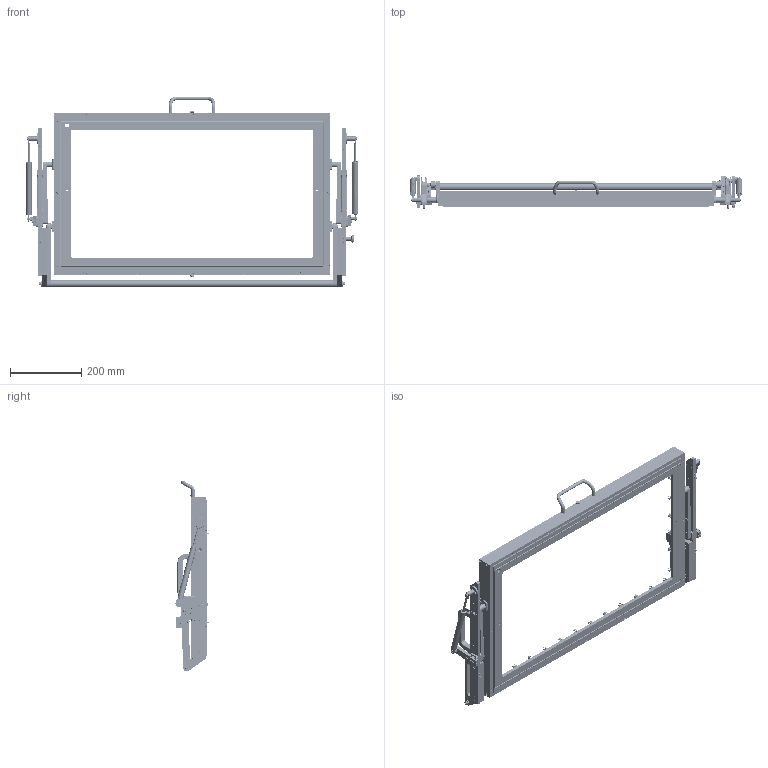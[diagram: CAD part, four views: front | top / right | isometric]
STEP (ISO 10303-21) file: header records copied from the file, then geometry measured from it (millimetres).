
FILE_DESCRIPTION (( 'STEP AP214' ), '1' );
FILE_NAME ('INGUN_35361.STEP', '2024-03-05T09:36:23', ( '' ), ( '' ), 'SwSTEP 2.0', 'SolidWorks 2021', '' );
FILE_SCHEMA (( 'AUTOMOTIVE_DESIGN' ));
Length unit declared in the file: millimetre
Products named in the file (61): 115343~0_S; INGUN_35361; 4822~0; 17976~4; DIN7991~n_M05,0x016; 18022~1; DIN6325~n_04,0m6x020; 17377~1; 8577~1; DIN7991~n_M04,0x020; 10770_1~0; 2512_1~0; 1581~1; DIN914~n_M05,0x10; 17374~0; 43014~1; 22125~0; 22108~7_KUNDE<Standard>; 17978~0; 17975~4; DIN6325~n_04,0m6x016; 3291~0; 18406~1; 17382~1; 10770_2~0; 22126~1; 8804~0; 17385~1; DIN912~n_M04,0x020; 2512~0; Gewindebuchse~n_M04-09,5 offen; 115342~0_S; 18025~0; 10770~1; 18020~2; 17373~1; DIN912~n_M04,0x008; 22128~1_KUNDE<Standard>; DIN_6799_-_A2~n_d 5; 20491~2 ...
Assembly tree (202 placements, depth 4):
  INGUN_35361
    22108~7_KUNDE<Standard>
      17975~4
      17976~4
      16110~0  x2
      17978~0
      17977~0
      2512~0
        2512_2~0
        2512_1~0
      115343~0_S
      17379~1  x2
      17385~1  x2
      43014~1  x2
      18407~2  x2
      17373~1  x2
      20491~2  x2
      17374~0  x2
      18680~0  x2
      17382~1  x2
      115342~0_S  x2
      17372~0  x2
      22125~0
      3291~0  x2
      18025~0  x2
      115367~1_S
        18020~2
        22127~0
        22126~1
        18022~1
        Gewindebuchse~n_M04-09,5 offen  x2
        DIN912~n_M04,0x016  x8
      17377~1  x2
      22128~1_KUNDE<Standard>
      4822~0  x2
      1581~1  x36
      DIN914~n_M05,0x10  x2
      5107~1_ZSK-22108 2,3 m<Standard>
      18406~1  x2
      10770~1
        10770_1~0
        10770_2~0
      17536~0  x4
      10770~1
        10770_1~0
        10770_2~0
      DIN_6799_-_A2~n_d 5  x4
      DIN_6799_-_A2~n_d 7  x4
      DIN7991~n_M04,0x018  x6
      8804~0  x2
      DIN7991~n_M04,0x020  x16
      DIN912~n_M05,0x040  x2
      DIN912~n_M04,0x008  x8
      DIN7991~n_M04,0x012  x14
      DIN912~n_M05,0x012  x8
      DIN912~n_M04,0x020  x4
      DIN6325~n_04,0m6x020  x4
      DIN912~n_M04,0x016  x3
      DIN6325~n_03,0m6x016  x6
      DIN912~n_M04,0x035  x4
Bounding box: 929.9 x 92.64 x 534.38 mm (x, y, z)
Volume: 3348138 mm3; surface area: 1104588.4 mm2
Topology: 197 solids, 197 shells, 6122 faces, 15059 edges, 9694 vertices
Faces by surface type: cylinder 2908, plane 1976, cone 774, bspline 352, sphere 68, torus 44
Entity records: 96005 total; most frequent: CARTESIAN_POINT 25571, DIRECTION 14253, ORIENTED_EDGE 12944, EDGE_CURVE 6472, AXIS2_PLACEMENT_3D 5594, VERTEX_POINT 4194, EDGE_LOOP 3254, LINE 3065
